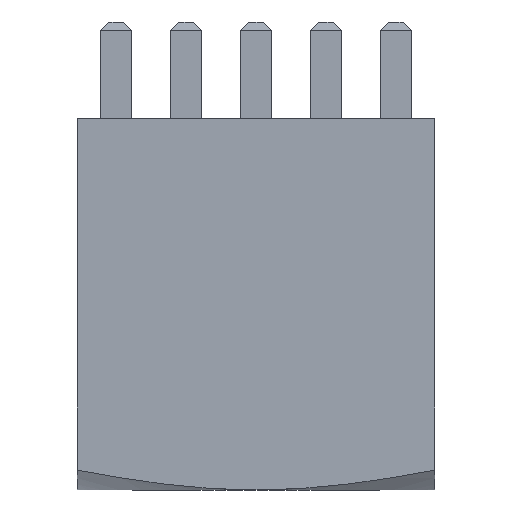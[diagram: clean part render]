
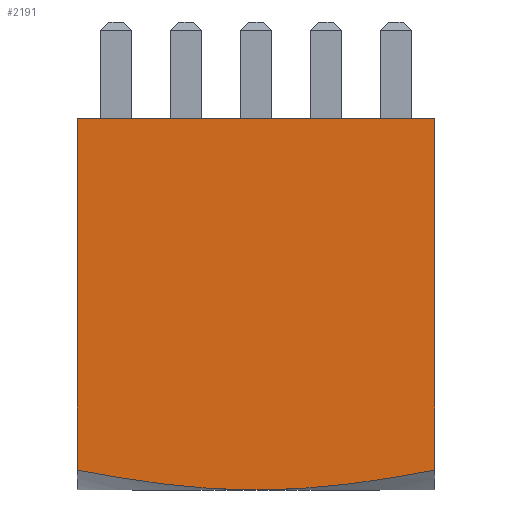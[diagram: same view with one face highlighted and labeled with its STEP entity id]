
A CAD part, left-side view. The second image highlights one B-rep face of the part: STEP entity #2191.
In plain terms, the highlighted planar face has unit normal (-1, 0, 0).
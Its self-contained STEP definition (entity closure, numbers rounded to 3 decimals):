
#58 = B_SPLINE_CURVE_WITH_KNOTS ( 'NONE', 3,
 ( #2706, #2703, #2700, #2707, #2708, #2709 ),
 .UNSPECIFIED., .F., .F.,
 ( 4, 2, 4 ),
 ( 0.021, 0.024, 0.027 ),
 .UNSPECIFIED. ) ;
#59 = B_SPLINE_CURVE_WITH_KNOTS ( 'NONE', 3,
 ( #2697, #2705, #2713, #2714, #2715, #2716 ),
 .UNSPECIFIED., .F., .F.,
 ( 4, 2, 4 ),
 ( 0.027, 0.031, 0.034 ),
 .UNSPECIFIED. ) ;
#164 = EDGE_CURVE ( 'NONE', #6320, #6326, #2564, .T. ) ;
#198 = EDGE_CURVE ( 'NONE', #6320, #6377, #2694, .T. ) ;
#199 = EDGE_CURVE ( 'NONE', #6377, #6383, #58, .T. ) ;
#200 = EDGE_CURVE ( 'NONE', #6383, #6384, #59, .T. ) ;
#201 = EDGE_CURVE ( 'NONE', #6326, #6384, #2711, .T. ) ;
#377 = EDGE_LOOP ( 'NONE', ( #732, #733, #734, #735, #736 ) ) ;
#732 = ORIENTED_EDGE ( 'NONE', *, *, #198, .T. ) ;
#733 = ORIENTED_EDGE ( 'NONE', *, *, #199, .T. ) ;
#734 = ORIENTED_EDGE ( 'NONE', *, *, #200, .T. ) ;
#735 = ORIENTED_EDGE ( 'NONE', *, *, #201, .F. ) ;
#736 = ORIENTED_EDGE ( 'NONE', *, *, #164, .F. ) ;
#2191 = ADVANCED_FACE ( 'NONE', ( #5967 ), #5968, .F. ) ;
#2564 = LINE ( 'NONE', #2565, #2789 ) ;
#2565 = CARTESIAN_POINT ( 'NONE',  ( -6.5, -6.5, 13.5 ) ) ;
#2566 = DIRECTION ( 'NONE',  ( 0., -1., 0. ) ) ;
#2694 = LINE ( 'NONE', #2702, #2826 ) ;
#2697 = CARTESIAN_POINT ( 'NONE',  ( -6.5, 0., 0. ) ) ;
#2700 = CARTESIAN_POINT ( 'NONE',  ( -6.5, 4.348, 0.337 ) ) ;
#2702 = CARTESIAN_POINT ( 'NONE',  ( -6.5, 6.5, 13.5 ) ) ;
#2703 = CARTESIAN_POINT ( 'NONE',  ( -6.5, 5.427, 0.518 ) ) ;
#2704 = DIRECTION ( 'NONE',  ( 0., 0., -1. ) ) ;
#2705 = CARTESIAN_POINT ( 'NONE',  ( -6.5, -1.087, 0. ) ) ;
#2706 = CARTESIAN_POINT ( 'NONE',  ( -6.5, 6.5, 0.721 ) ) ;
#2707 = CARTESIAN_POINT ( 'NONE',  ( -6.5, 2.172, 0.076 ) ) ;
#2708 = CARTESIAN_POINT ( 'NONE',  ( -6.5, 1.085, 0. ) ) ;
#2709 = CARTESIAN_POINT ( 'NONE',  ( -6.5, 0., 0. ) ) ;
#2711 = LINE ( 'NONE', #2718, #2828 ) ;
#2713 = CARTESIAN_POINT ( 'NONE',  ( -6.5, -2.172, 0.076 ) ) ;
#2714 = CARTESIAN_POINT ( 'NONE',  ( -6.5, -4.34, 0.336 ) ) ;
#2715 = CARTESIAN_POINT ( 'NONE',  ( -6.5, -5.423, 0.517 ) ) ;
#2716 = CARTESIAN_POINT ( 'NONE',  ( -6.5, -6.5, 0.721 ) ) ;
#2718 = CARTESIAN_POINT ( 'NONE',  ( -6.5, -6.5, 13.5 ) ) ;
#2719 = DIRECTION ( 'NONE',  ( 0., 0., -1. ) ) ;
#2789 = VECTOR ( 'NONE', #2566, 1000. ) ;
#2826 = VECTOR ( 'NONE', #2704, 1000. ) ;
#2828 = VECTOR ( 'NONE', #2719, 1000. ) ;
#5597 = AXIS2_PLACEMENT_3D ( 'NONE', #5963, #5970, #5971 ) ;
#5963 = CARTESIAN_POINT ( 'NONE',  ( -6.5, -6.5, 13.5 ) ) ;
#5967 = FACE_OUTER_BOUND ( 'NONE', #377, .T. ) ;
#5968 = PLANE ( 'NONE',  #5597 ) ;
#5970 = DIRECTION ( 'NONE',  ( 1., 0., 0. ) ) ;
#5971 = DIRECTION ( 'NONE',  ( 0., 0., -1. ) ) ;
#6086 = CARTESIAN_POINT ( 'NONE',  ( -6.5, 6.5, 13.5 ) ) ;
#6092 = CARTESIAN_POINT ( 'NONE',  ( -6.5, -6.5, 13.5 ) ) ;
#6143 = CARTESIAN_POINT ( 'NONE',  ( -6.5, 6.5, 0.721 ) ) ;
#6149 = CARTESIAN_POINT ( 'NONE',  ( -6.5, 0., 0. ) ) ;
#6150 = CARTESIAN_POINT ( 'NONE',  ( -6.5, -6.5, 0.721 ) ) ;
#6320 = VERTEX_POINT ( 'NONE', #6086 ) ;
#6326 = VERTEX_POINT ( 'NONE', #6092 ) ;
#6377 = VERTEX_POINT ( 'NONE', #6143 ) ;
#6383 = VERTEX_POINT ( 'NONE', #6149 ) ;
#6384 = VERTEX_POINT ( 'NONE', #6150 ) ;
